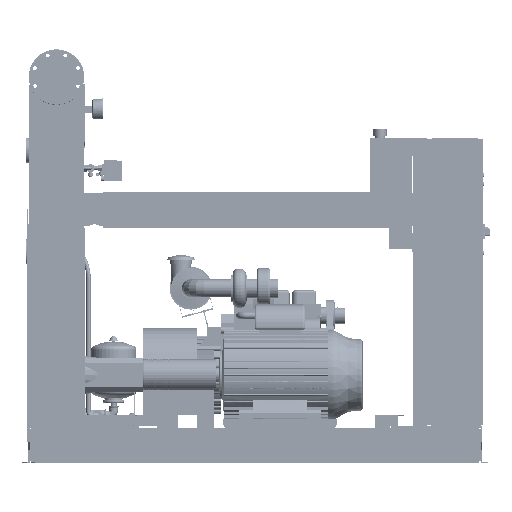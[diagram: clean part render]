
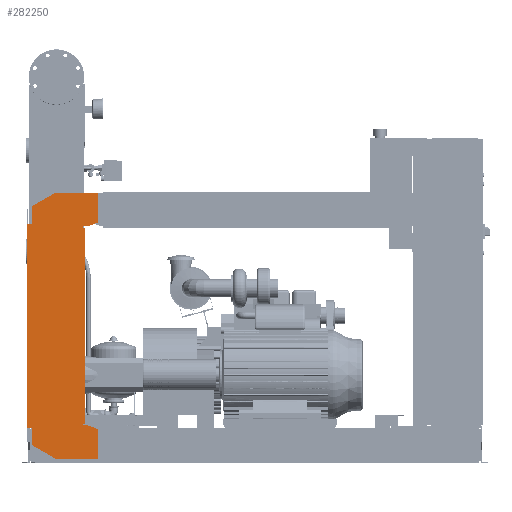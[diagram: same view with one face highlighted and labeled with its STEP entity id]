
A CAD part, front view. The second image highlights one B-rep face of the part: STEP entity #282250.
In plain terms, the highlighted free-form (B-spline) face has degree [1, 1] with [2, 2] control points.
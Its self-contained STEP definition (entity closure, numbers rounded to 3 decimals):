
#281735=CARTESIAN_POINT('',(-111.0,-741.5,1076.0));
#281736=VERTEX_POINT('',#281735);
#281743=CARTESIAN_POINT('',(-111.0,-741.5,1153.378));
#281744=VERTEX_POINT('',#281743);
#281745=CARTESIAN_POINT('',(-111.0,-741.5,1076.0));
#281746=DIRECTION('',(0.0,0.0,1.0));
#281747=VECTOR('',#281746,77.378);
#281748=LINE('',#281745,#281747);
#281749=EDGE_CURVE('',#281736,#281744,#281748,.T.);
#281767=CARTESIAN_POINT('',(-6.0,-741.5,1214.0));
#281768=VERTEX_POINT('',#281767);
#281769=CARTESIAN_POINT('',(-111.0,-741.5,1153.378));
#281770=DIRECTION('',(0.866,0.0,0.5));
#281771=VECTOR('',#281770,121.244);
#281772=LINE('',#281769,#281771);
#281773=EDGE_CURVE('',#281744,#281768,#281772,.T.);
#281791=CARTESIAN_POINT('',(186.0,-741.5,1214.0));
#281792=VERTEX_POINT('',#281791);
#281793=CARTESIAN_POINT('',(-6.0,-741.5,1214.0));
#281794=DIRECTION('',(1.0,0.0,0.0));
#281795=VECTOR('',#281794,192.0);
#281796=LINE('',#281793,#281795);
#281797=EDGE_CURVE('',#281768,#281792,#281796,.T.);
#281815=CARTESIAN_POINT('',(186.,-741.5,1080.379));
#281816=VERTEX_POINT('',#281815);
#281817=CARTESIAN_POINT('',(186.0,-741.5,1214.0));
#281818=DIRECTION('',(0.0,0.0,-1.0));
#281819=VECTOR('',#281818,133.621);
#281820=LINE('',#281817,#281819);
#281821=EDGE_CURVE('',#281792,#281816,#281820,.T.);
#281839=CARTESIAN_POINT('',(141.,-741.5,1064.0));
#281840=VERTEX_POINT('',#281839);
#281841=CARTESIAN_POINT('',(186.,-741.5,1080.379));
#281842=DIRECTION('',(-0.94,0.0,-0.342));
#281843=VECTOR('',#281842,47.888);
#281844=LINE('',#281841,#281843);
#281845=EDGE_CURVE('',#281816,#281840,#281844,.T.);
#281863=CARTESIAN_POINT('',(121.,-741.5,1064.0));
#281864=VERTEX_POINT('',#281863);
#281865=CARTESIAN_POINT('',(141.,-741.5,1064.0));
#281866=DIRECTION('',(-1.0,0.0,0.0));
#281867=VECTOR('',#281866,20.0);
#281868=LINE('',#281865,#281867);
#281869=EDGE_CURVE('',#281840,#281864,#281868,.T.);
#281887=CARTESIAN_POINT('',(121.,-741.5,1056.0));
#281888=VERTEX_POINT('',#281887);
#281889=CARTESIAN_POINT('',(121.,-741.5,1064.0));
#281890=DIRECTION('',(0.0,0.0,-1.0));
#281891=VECTOR('',#281890,8.0);
#281892=LINE('',#281889,#281891);
#281893=EDGE_CURVE('',#281864,#281888,#281892,.T.);
#281911=CARTESIAN_POINT('',(129.,-741.5,1056.0));
#281912=VERTEX_POINT('',#281911);
#281913=CARTESIAN_POINT('',(121.,-741.5,1056.0));
#281914=DIRECTION('',(1.0,0.0,0.0));
#281915=VECTOR('',#281914,8.0);
#281916=LINE('',#281913,#281915);
#281917=EDGE_CURVE('',#281888,#281912,#281916,.T.);
#281935=CARTESIAN_POINT('',(129.,-741.5,176.));
#281936=VERTEX_POINT('',#281935);
#281947=CARTESIAN_POINT('',(129.,-741.5,1056.0));
#281948=DIRECTION('',(0.0,0.0,-1.0));
#281949=VECTOR('',#281948,880.);
#281950=LINE('',#281947,#281949);
#281951=EDGE_CURVE('',#281912,#281936,#281950,.T.);
#281965=CARTESIAN_POINT('',(121.,-741.5,176.));
#281966=VERTEX_POINT('',#281965);
#281967=CARTESIAN_POINT('',(129.,-741.5,176.));
#281968=DIRECTION('',(-1.0,0.0,0.0));
#281969=VECTOR('',#281968,8.0);
#281970=LINE('',#281967,#281969);
#281971=EDGE_CURVE('',#281936,#281966,#281970,.T.);
#281989=CARTESIAN_POINT('',(121.,-741.5,168.));
#281990=VERTEX_POINT('',#281989);
#281991=CARTESIAN_POINT('',(121.,-741.5,176.));
#281992=DIRECTION('',(0.0,0.0,-1.0));
#281993=VECTOR('',#281992,8.0);
#281994=LINE('',#281991,#281993);
#281995=EDGE_CURVE('',#281966,#281990,#281994,.T.);
#282013=CARTESIAN_POINT('',(141.,-741.5,168.));
#282014=VERTEX_POINT('',#282013);
#282015=CARTESIAN_POINT('',(121.,-741.5,168.));
#282016=DIRECTION('',(1.0,0.0,0.0));
#282017=VECTOR('',#282016,20.0);
#282018=LINE('',#282015,#282017);
#282019=EDGE_CURVE('',#281990,#282014,#282018,.T.);
#282037=CARTESIAN_POINT('',(186.,-741.5,151.621));
#282038=VERTEX_POINT('',#282037);
#282039=CARTESIAN_POINT('',(141.,-741.5,168.));
#282040=DIRECTION('',(0.94,0.0,-0.342));
#282041=VECTOR('',#282040,47.888);
#282042=LINE('',#282039,#282041);
#282043=EDGE_CURVE('',#282014,#282038,#282042,.T.);
#282061=CARTESIAN_POINT('',(186.,-741.5,18.0));
#282062=VERTEX_POINT('',#282061);
#282063=CARTESIAN_POINT('',(186.,-741.5,151.621));
#282064=DIRECTION('',(0.0,0.0,-1.0));
#282065=VECTOR('',#282064,133.621);
#282066=LINE('',#282063,#282065);
#282067=EDGE_CURVE('',#282038,#282062,#282066,.T.);
#282085=CARTESIAN_POINT('',(-4.,-741.5,18.0));
#282086=VERTEX_POINT('',#282085);
#282087=CARTESIAN_POINT('',(186.,-741.5,18.0));
#282088=DIRECTION('',(-1.0,0.0,0.0));
#282089=VECTOR('',#282088,190.);
#282090=LINE('',#282087,#282089);
#282091=EDGE_CURVE('',#282062,#282086,#282090,.T.);
#282109=CARTESIAN_POINT('',(-111.,-741.5,79.776));
#282110=VERTEX_POINT('',#282109);
#282111=CARTESIAN_POINT('',(-4.,-741.5,18.0));
#282112=DIRECTION('',(-0.866,0.0,0.5));
#282113=VECTOR('',#282112,123.553);
#282114=LINE('',#282111,#282113);
#282115=EDGE_CURVE('',#282086,#282110,#282114,.T.);
#282133=CARTESIAN_POINT('',(-111.,-741.5,156.0));
#282134=VERTEX_POINT('',#282133);
#282135=CARTESIAN_POINT('',(-111.,-741.5,79.776));
#282136=DIRECTION('',(0.0,0.0,1.0));
#282137=VECTOR('',#282136,76.224);
#282138=LINE('',#282135,#282137);
#282139=EDGE_CURVE('',#282110,#282134,#282138,.T.);
#282157=CARTESIAN_POINT('',(-131.,-741.5,156.0));
#282158=VERTEX_POINT('',#282157);
#282159=CARTESIAN_POINT('',(-111.,-741.5,156.0));
#282160=DIRECTION('',(-1.0,0.0,0.0));
#282161=VECTOR('',#282160,20.0);
#282162=LINE('',#282159,#282161);
#282163=EDGE_CURVE('',#282134,#282158,#282162,.T.);
#282181=CARTESIAN_POINT('',(-131.0,-741.5,1076.0));
#282182=VERTEX_POINT('',#282181);
#282195=CARTESIAN_POINT('',(-131.,-741.5,156.0));
#282196=DIRECTION('',(0.0,0.0,1.0));
#282197=VECTOR('',#282196,920.0);
#282198=LINE('',#282195,#282197);
#282199=EDGE_CURVE('',#282158,#282182,#282198,.T.);
#282213=CARTESIAN_POINT('',(-131.0,-741.5,1076.0));
#282214=DIRECTION('',(1.0,0.0,0.0));
#282215=VECTOR('',#282214,20.0);
#282216=LINE('',#282213,#282215);
#282217=EDGE_CURVE('',#282182,#281736,#282216,.T.);
#282223=CARTESIAN_POINT('',(-131.,-741.5,18.0));
#282224=CARTESIAN_POINT('',(186.0,-741.5,18.0));
#282225=CARTESIAN_POINT('',(-131.,-741.5,1214.0));
#282226=CARTESIAN_POINT('',(186.0,-741.5,1214.0));
#282227=B_SPLINE_SURFACE_WITH_KNOTS('',1,1,((#282223,#282225),(#282224,#282226)),.UNSPECIFIED.,.F.,.F.,.U.,(2,2),(2,2),(0.0,317.),(0.0,1196.0),.UNSPECIFIED.);
#282228=ORIENTED_EDGE('',*,*,#282217,.F.);
#282229=ORIENTED_EDGE('',*,*,#282199,.F.);
#282230=ORIENTED_EDGE('',*,*,#282163,.F.);
#282231=ORIENTED_EDGE('',*,*,#282139,.F.);
#282232=ORIENTED_EDGE('',*,*,#282115,.F.);
#282233=ORIENTED_EDGE('',*,*,#282091,.F.);
#282234=ORIENTED_EDGE('',*,*,#282067,.F.);
#282235=ORIENTED_EDGE('',*,*,#282043,.F.);
#282236=ORIENTED_EDGE('',*,*,#282019,.F.);
#282237=ORIENTED_EDGE('',*,*,#281995,.F.);
#282238=ORIENTED_EDGE('',*,*,#281971,.F.);
#282239=ORIENTED_EDGE('',*,*,#281951,.F.);
#282240=ORIENTED_EDGE('',*,*,#281917,.F.);
#282241=ORIENTED_EDGE('',*,*,#281893,.F.);
#282242=ORIENTED_EDGE('',*,*,#281869,.F.);
#282243=ORIENTED_EDGE('',*,*,#281845,.F.);
#282244=ORIENTED_EDGE('',*,*,#281821,.F.);
#282245=ORIENTED_EDGE('',*,*,#281797,.F.);
#282246=ORIENTED_EDGE('',*,*,#281773,.F.);
#282247=ORIENTED_EDGE('',*,*,#281749,.F.);
#282248=EDGE_LOOP('',(#282228,#282229,#282230,#282231,#282232,#282233,#282234,#282235,#282236,#282237,#282238,#282239,#282240,#282241,#282242,#282243,#282244,#282245,#282246,#282247));
#282249=FACE_OUTER_BOUND('',#282248,.T.);
#282250=ADVANCED_FACE('',(#282249),#282227,.T.);
